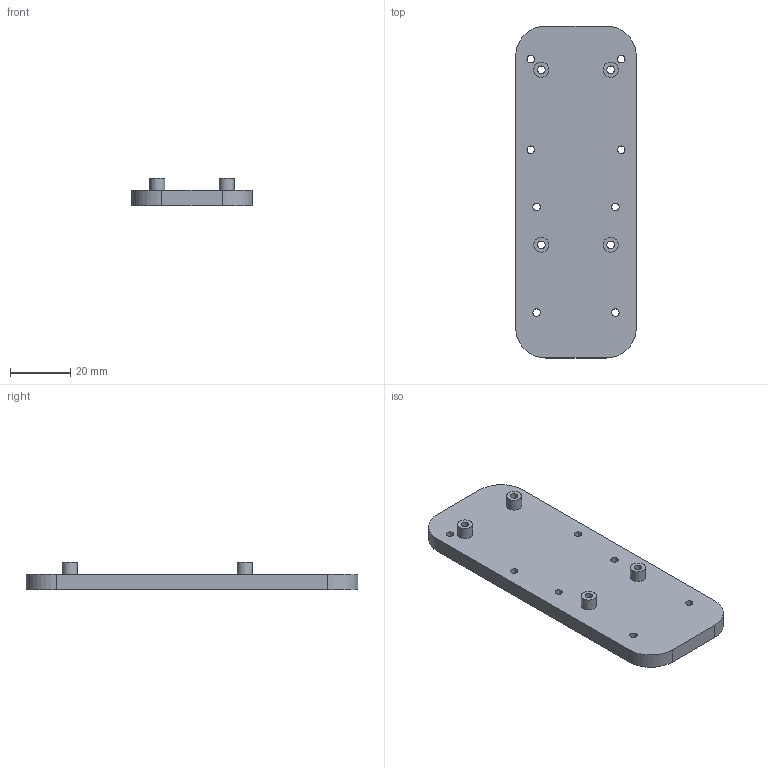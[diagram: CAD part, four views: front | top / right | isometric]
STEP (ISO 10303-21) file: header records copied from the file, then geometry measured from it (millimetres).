
FILE_DESCRIPTION(/* description */ (''),/* implementation_level */ '2;1');
FILE_NAME(/* name */ 'Arm - effector camera_and_pi mount v1.step',/* time_stamp */ '2022-05-20T10:59:25-04:00',/* author */ (''),/* organization */ (''),/* preprocessor_version */ 'ST-DEVELOPER v18.1',/* originating_system */ 'Autodesk Translation Framework v10.14.0.1471',/* authorisation */ '');
FILE_SCHEMA (('AUTOMOTIVE_DESIGN { 1 0 10303 214 3 1 1 }'));
Length unit declared in the file: millimetre
Products named in the file (1): Arm - effector camera_and_pi mount
Bounding box: 40 x 110 x 9 mm (x, y, z)
Volume: 21511.9 mm3; surface area: 10772.9 mm2
Topology: 1 solids, 1 shells, 30 faces, 72 edges, 48 vertices
Faces by surface type: cylinder 20, plane 10
Full cylindrical faces by diameter (mm): 2.5 x12, 5 x4
Entity records: 977 total; most frequent: DIRECTION 174, CARTESIAN_POINT 151, ORIENTED_EDGE 144, EDGE_CURVE 72, AXIS2_PLACEMENT_3D 71, EDGE_LOOP 58, VERTEX_POINT 48, CIRCLE 40
